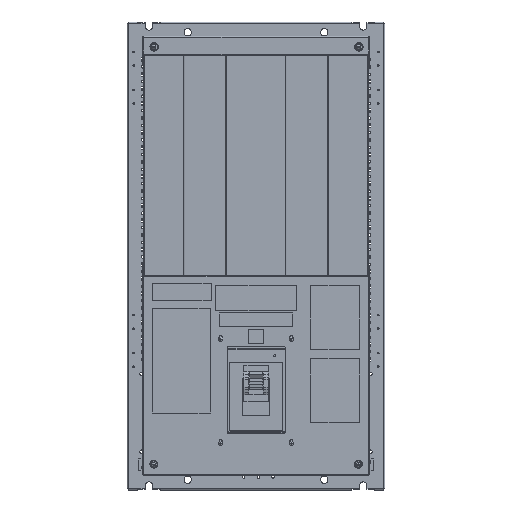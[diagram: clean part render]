
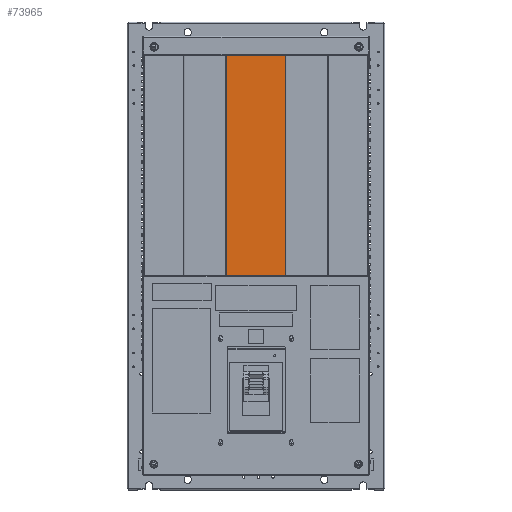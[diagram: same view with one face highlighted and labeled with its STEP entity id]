
A CAD part, top view. The second image highlights one B-rep face of the part: STEP entity #73965.
In plain terms, the highlighted planar face has unit normal (0, 0, 1).
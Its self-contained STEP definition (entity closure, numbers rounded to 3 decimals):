
#73750=DIRECTION('',(-1.,0.,0.));
#73751=VECTOR('',#73750,6.06);
#73752=CARTESIAN_POINT('',(16.267,22.027,-1.899));
#73753=LINE('',#73752,#73751);
#73754=DIRECTION('',(1.,0.,0.));
#73755=VECTOR('',#73754,6.06);
#73756=CARTESIAN_POINT('',(10.207,44.627,-1.899));
#73757=LINE('',#73756,#73755);
#73763=DIRECTION('',(0.,1.,0.));
#73764=VECTOR('',#73763,22.6);
#73765=CARTESIAN_POINT('',(10.207,22.027,-1.899));
#73766=LINE('',#73765,#73764);
#73884=DIRECTION('',(0.,-1.,0.));
#73885=VECTOR('',#73884,22.6);
#73886=CARTESIAN_POINT('',(16.267,44.627,-1.899));
#73887=LINE('',#73886,#73885);
#73922=CARTESIAN_POINT('',(10.207,44.627,-1.899));
#73923=VERTEX_POINT('',#73922);
#73924=CARTESIAN_POINT('',(16.267,44.627,-1.899));
#73925=VERTEX_POINT('',#73924);
#73946=CARTESIAN_POINT('',(16.267,22.027,-1.899));
#73947=VERTEX_POINT('',#73946);
#73948=CARTESIAN_POINT('',(10.207,22.027,-1.899));
#73949=VERTEX_POINT('',#73948);
#73950=CARTESIAN_POINT('',(16.57,45.757,-1.899));
#73951=DIRECTION('',(0.,0.,-1.));
#73952=DIRECTION('',(1.,0.,0.));
#73953=AXIS2_PLACEMENT_3D('',#73950,#73951,#73952);
#73954=PLANE('',#73953);
#73956=ORIENTED_EDGE('',*,*,#73955,.T.);
#73958=ORIENTED_EDGE('',*,*,#73957,.T.);
#73960=ORIENTED_EDGE('',*,*,#73959,.T.);
#73962=ORIENTED_EDGE('',*,*,#73961,.T.);
#73963=EDGE_LOOP('',(#73956,#73958,#73960,#73962));
#73964=FACE_OUTER_BOUND('',#73963,.F.);
#73965=ADVANCED_FACE('',(#73964),#73954,.F.);
#73955=EDGE_CURVE('',#73947,#73949,#73753,.T.);
#73957=EDGE_CURVE('',#73949,#73923,#73766,.T.);
#73959=EDGE_CURVE('',#73923,#73925,#73757,.T.);
#73961=EDGE_CURVE('',#73925,#73947,#73887,.T.);
